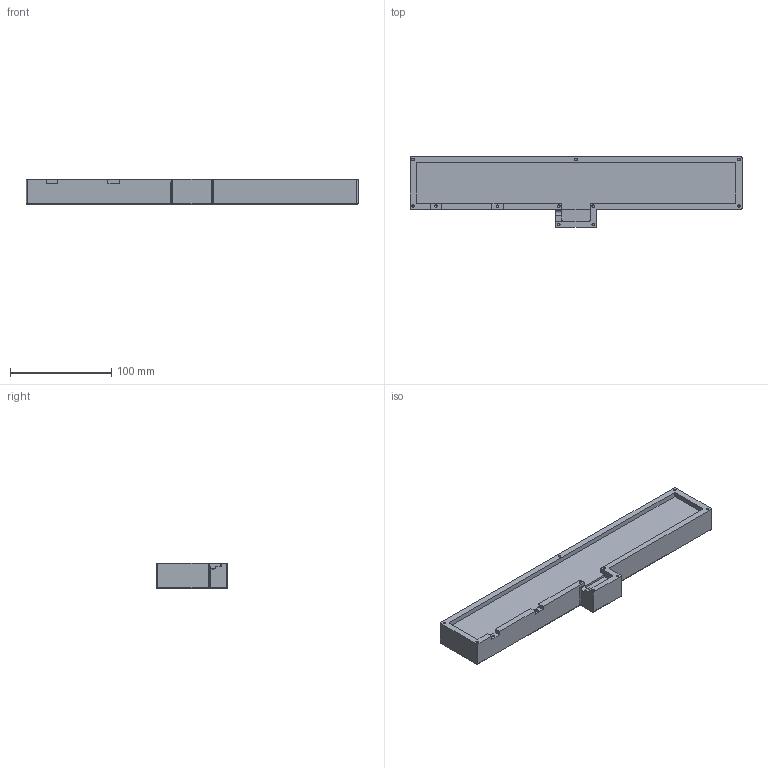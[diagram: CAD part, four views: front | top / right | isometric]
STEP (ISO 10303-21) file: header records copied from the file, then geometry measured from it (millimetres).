
FILE_DESCRIPTION(('FreeCAD Model'),'2;1');
FILE_NAME('/Antenna Housing 20mm.step','2020-05-27T14:48:43',('Author') ,(''),'Open CASCADE STEP processor 7.0','FreeCAD','Unknown');
FILE_SCHEMA(('AUTOMOTIVE_DESIGN { 1 0 10303 214 1 1 1 1 }'));
Length unit declared in the file: millimetre
Products named in the file (1): Antenna Housing 20mm
Bounding box: 328 x 70 x 25 mm (x, y, z)
Volume: 376536.2 mm3; surface area: 59541.9 mm2
Topology: 1 solids, 1 shells, 88 faces, 225 edges, 139 vertices
Faces by surface type: cylinder 38, plane 31, cone 11, sphere 6, torus 2
Full cylindrical faces by diameter (mm): 2.459 x11
Entity records: 2587 total; most frequent: CARTESIAN_POINT 464, DIRECTION 448, ORIENTED_EDGE 428, EDGE_CURVE 214, AXIS2_PLACEMENT_3D 167, VERTEX_POINT 139, LINE 114, VECTOR 114
